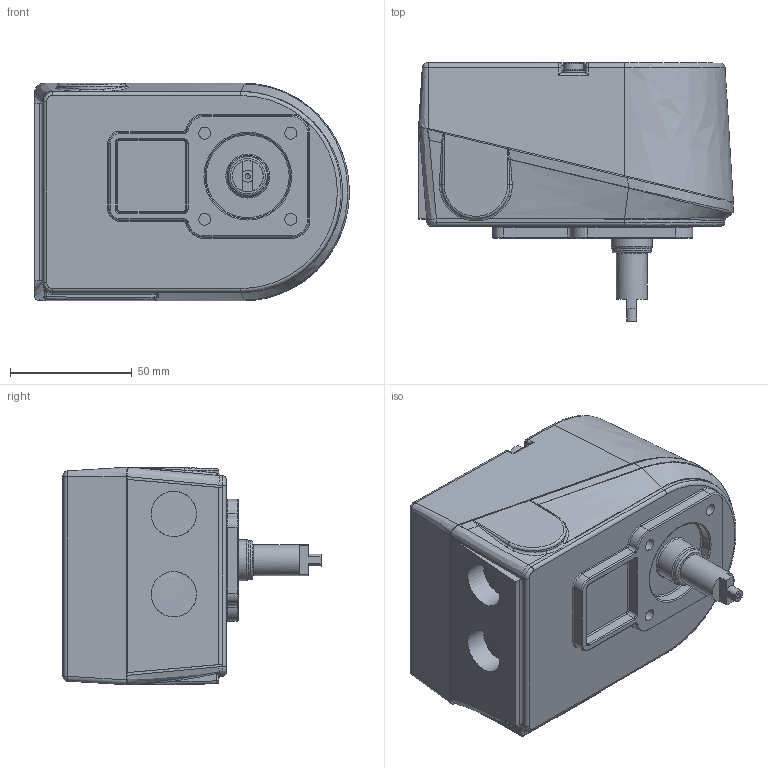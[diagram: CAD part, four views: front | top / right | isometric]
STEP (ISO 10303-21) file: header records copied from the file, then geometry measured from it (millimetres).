
FILE_DESCRIPTION(/* description */ (''),/* implementation_level */ '2;1');
FILE_NAME(/* name */ 'K7L-XXWF.stp',/* time_stamp */ '2020-12-23T11:22:32-05:00',/* author */ ('sdehart'),/* organization */ (''),/* preprocessor_version */ 'ST-DEVELOPER v16.13',/* originating_system */ 'Autodesk Inventor 2018',/* authorisation */ '');
FILE_SCHEMA (('AUTOMOTIVE_DESIGN { 1 0 10303 214 3 1 1 }'));
Length unit declared in the file: inch
Products named in the file (3): K7L-XXWF; BLACK BASE; BLACK F LID
Assembly tree (2 placements, depth 2):
  K7L-XXWF
    BLACK BASE
    BLACK F LID
Bounding box: 129.2 x 105.95 x 89.4 mm (x, y, z)
Volume: 711600.9 mm3; surface area: 75815.3 mm2
Topology: 2 solids, 2 shells, 370 faces, 885 edges, 539 vertices
Faces by surface type: cylinder 126, plane 121, bspline 77, torus 33, cone 10, sphere 3
Full cylindrical faces by diameter (mm): 2 x1, 4.2 x2, 4.459 x2, 4.917 x4, 5.2 x2, 8.3 x2, 9.25 x2, 12.425 x1, 12.7 x1, 16 x1, 17 x1, 18.631 x2, 35 x1
Entity records: 14467 total; most frequent: CARTESIAN_POINT 5705, DIRECTION 1732, ORIENTED_EDGE 1680, EDGE_CURVE 840, AXIS2_PLACEMENT_3D 684, VERTEX_POINT 526, EDGE_LOOP 424, FACE_OUTER_BOUND 370
